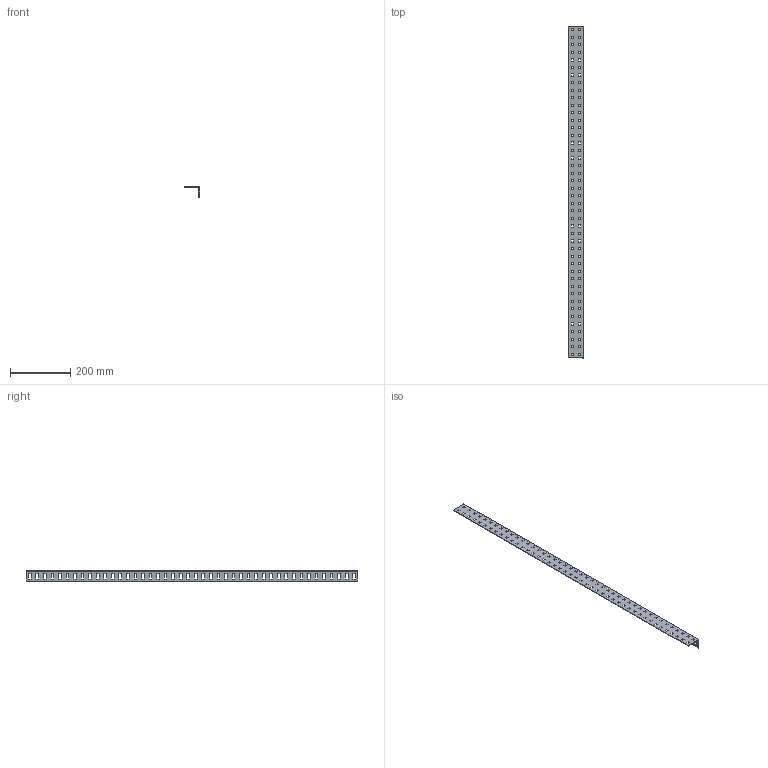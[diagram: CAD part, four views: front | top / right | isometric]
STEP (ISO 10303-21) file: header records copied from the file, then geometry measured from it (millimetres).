
FILE_DESCRIPTION (( 'STEP AP214' ), '1' );
FILE_NAME ('YKV10-UV-1100 鱼铍铌 忮痱桕嚯 1100 TITAN (觐祜. 2.).STEP', '2016-09-22T09:14:09', ( 'user' ), ( '' ), 'SwSTEP 2.0', 'SolidWorks 2014', '' );
FILE_SCHEMA (( 'AUTOMOTIVE_DESIGN' ));
Length unit declared in the file: millimetre
Products named in the file (1): YKV10-UV-1100 鱼铍铌 忮痱桕嚯 1100 TITAN (觐祜. 2.)
Bounding box: 50 x 1100 x 34 mm (x, y, z)
Volume: 158312 mm3; surface area: 172544 mm2
Topology: 1 solids, 1 shells, 536 faces, 1602 edges, 1068 vertices
Faces by surface type: plane 536
Entity records: 18208 total; most frequent: CARTESIAN_POINT 3207, ORIENTED_EDGE 3204, DIRECTION 2676, VECTOR 1602, EDGE_CURVE 1602, LINE 1602, VERTEX_POINT 1068, EDGE_LOOP 800
